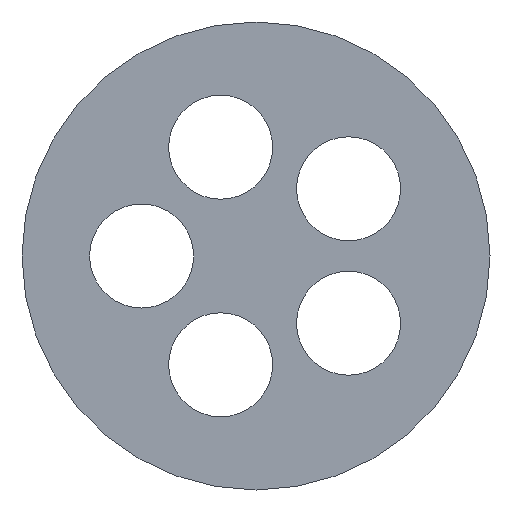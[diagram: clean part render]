
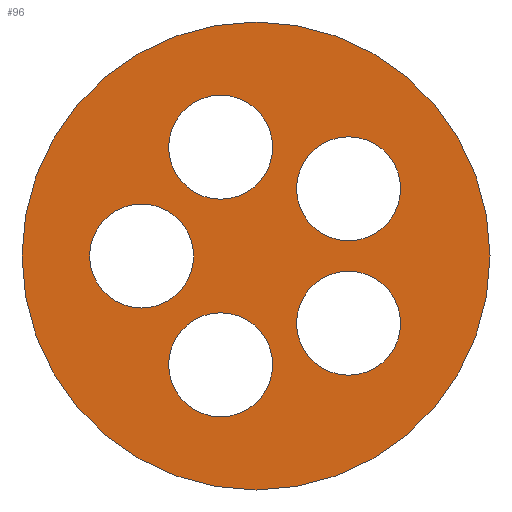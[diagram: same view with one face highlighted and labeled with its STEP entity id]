
A CAD part, left-side view. The second image highlights one B-rep face of the part: STEP entity #96.
In plain terms, the highlighted planar face has unit normal (-1, 0, 0).
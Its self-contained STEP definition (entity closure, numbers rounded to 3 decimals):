
#96 = ADVANCED_FACE( '', ( #208, #209, #210, #211, #212, #213 ), #214, .F. );
#208 = FACE_BOUND( '', #335, .T. );
#209 = FACE_BOUND( '', #336, .T. );
#210 = FACE_BOUND( '', #337, .T. );
#211 = FACE_BOUND( '', #338, .T. );
#212 = FACE_BOUND( '', #339, .T. );
#213 = FACE_OUTER_BOUND( '', #340, .T. );
#214 = PLANE( '', #341 );
#335 = EDGE_LOOP( '', ( #583 ) );
#336 = EDGE_LOOP( '', ( #584 ) );
#337 = EDGE_LOOP( '', ( #585 ) );
#338 = EDGE_LOOP( '', ( #586 ) );
#339 = EDGE_LOOP( '', ( #587 ) );
#340 = EDGE_LOOP( '', ( #588 ) );
#341 = AXIS2_PLACEMENT_3D( '', #589, #590, #591 );
#583 = ORIENTED_EDGE( '', *, *, #696, .T. );
#584 = ORIENTED_EDGE( '', *, *, #788, .T. );
#585 = ORIENTED_EDGE( '', *, *, #789, .T. );
#586 = ORIENTED_EDGE( '', *, *, #790, .T. );
#587 = ORIENTED_EDGE( '', *, *, #791, .T. );
#588 = ORIENTED_EDGE( '', *, *, #792, .F. );
#589 = CARTESIAN_POINT( '', ( 0., 0., 0. ) );
#590 = DIRECTION( '', ( 1., 0., 0. ) );
#591 = DIRECTION( '', ( 0., 0., -1. ) );
#696 = EDGE_CURVE( '', #815, #815, #816, .T. );
#788 = EDGE_CURVE( '', #961, #961, #962, .T. );
#789 = EDGE_CURVE( '', #963, #963, #964, .T. );
#790 = EDGE_CURVE( '', #965, #965, #966, .T. );
#791 = EDGE_CURVE( '', #967, #967, #968, .T. );
#792 = EDGE_CURVE( '', #969, #969, #970, .T. );
#815 = VERTEX_POINT( '', #993 );
#816 = CIRCLE( '', #994, 2.5 );
#961 = VERTEX_POINT( '', #1186 );
#962 = CIRCLE( '', #1187, 2.5 );
#963 = VERTEX_POINT( '', #1188 );
#964 = CIRCLE( '', #1189, 2.5 );
#965 = VERTEX_POINT( '', #1190 );
#966 = CIRCLE( '', #1191, 2.5 );
#967 = VERTEX_POINT( '', #1192 );
#968 = CIRCLE( '', #1193, 2.5 );
#969 = VERTEX_POINT( '', #1194 );
#970 = CIRCLE( '', #1195, 11.25 );
#993 = CARTESIAN_POINT( '', ( 0., 1.7, 2.731 ) );
#994 = AXIS2_PLACEMENT_3D( '', #1223, #1224, #1225 );
#1186 = CARTESIAN_POINT( '', ( 0., -4.45, 0.733 ) );
#1187 = AXIS2_PLACEMENT_3D( '', #1348, #1349, #1350 );
#1188 = CARTESIAN_POINT( '', ( 0., 5.5, -2.5 ) );
#1189 = AXIS2_PLACEMENT_3D( '', #1351, #1352, #1353 );
#1190 = CARTESIAN_POINT( '', ( 0., -4.45, -5.733 ) );
#1191 = AXIS2_PLACEMENT_3D( '', #1354, #1355, #1356 );
#1192 = CARTESIAN_POINT( '', ( 0., 1.7, -7.731 ) );
#1193 = AXIS2_PLACEMENT_3D( '', #1357, #1358, #1359 );
#1194 = CARTESIAN_POINT( '', ( 0., 0., -11.25 ) );
#1195 = AXIS2_PLACEMENT_3D( '', #1360, #1361, #1362 );
#1223 = CARTESIAN_POINT( '', ( 0., 1.7, 5.231 ) );
#1224 = DIRECTION( '', ( 1., 0., 0. ) );
#1225 = DIRECTION( '', ( 0., 0., -1. ) );
#1348 = CARTESIAN_POINT( '', ( 0., -4.45, 3.233 ) );
#1349 = DIRECTION( '', ( 1., 0., 0. ) );
#1350 = DIRECTION( '', ( 0., 0., -1. ) );
#1351 = CARTESIAN_POINT( '', ( 0., 5.5, 0. ) );
#1352 = DIRECTION( '', ( 1., 0., 0. ) );
#1353 = DIRECTION( '', ( 0., 0., -1. ) );
#1354 = CARTESIAN_POINT( '', ( 0., -4.45, -3.233 ) );
#1355 = DIRECTION( '', ( 1., 0., 0. ) );
#1356 = DIRECTION( '', ( 0., 0., -1. ) );
#1357 = CARTESIAN_POINT( '', ( 0., 1.7, -5.231 ) );
#1358 = DIRECTION( '', ( 1., 0., 0. ) );
#1359 = DIRECTION( '', ( 0., 0., -1. ) );
#1360 = CARTESIAN_POINT( '', ( 0., 0., 0. ) );
#1361 = DIRECTION( '', ( 1., 0., 0. ) );
#1362 = DIRECTION( '', ( 0., 0., -1. ) );
